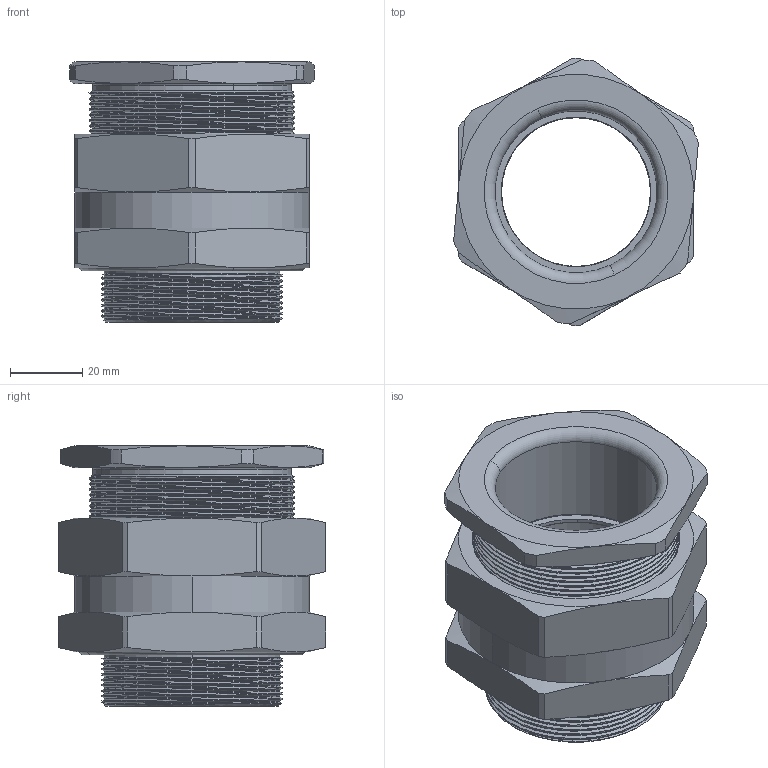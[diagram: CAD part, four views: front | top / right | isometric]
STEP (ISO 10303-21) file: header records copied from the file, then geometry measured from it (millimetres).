
FILE_DESCRIPTION (( 'STEP AP203' ), '1' );
FILE_NAME ('M50-H1-15mm D620.step', '2025-04-03T12:49:18', ( '' ), ( '' ), 'SwSTEP 2.0', 'SolidWorks 2022', '' );
FILE_SCHEMA (( 'CONFIG_CONTROL_DESIGN' ));
Length unit declared in the file: millimetre
Products named in the file (6): 750A109769; M50-H1-15mm D620; 750A110628; 750A107275; 750A108458; O-Ring for M50_Juks
Assembly tree (5 placements, depth 2):
  M50-H1-15mm D620
    750A108458
    750A110628
    750A107275
    750A109769
    O-Ring for M50_Juks
Bounding box: 67.73 x 74.05 x 72 mm (x, y, z)
Volume: 112585.3 mm3; surface area: 55577.7 mm2
Topology: 5 solids, 5 shells, 594 faces, 1587 edges, 1036 vertices
Faces by surface type: plane 201, cylinder 187, bspline 142, cone 54, torus 10
Entity records: 30796 total; most frequent: CARTESIAN_POINT 17219, ORIENTED_EDGE 3174, DIRECTION 2011, EDGE_CURVE 1587, VERTEX_POINT 1036, LINE 777, VECTOR 777, EDGE_LOOP 637
